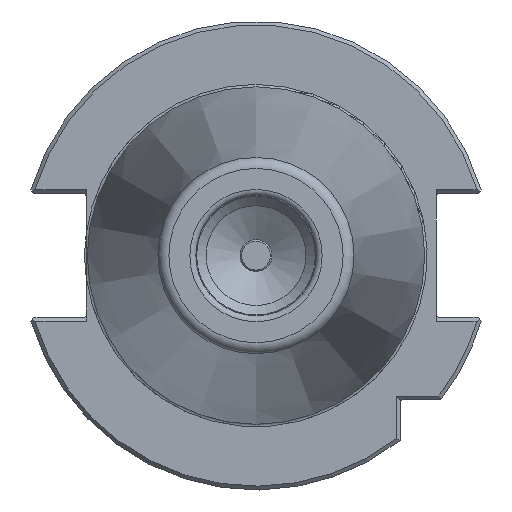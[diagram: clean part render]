
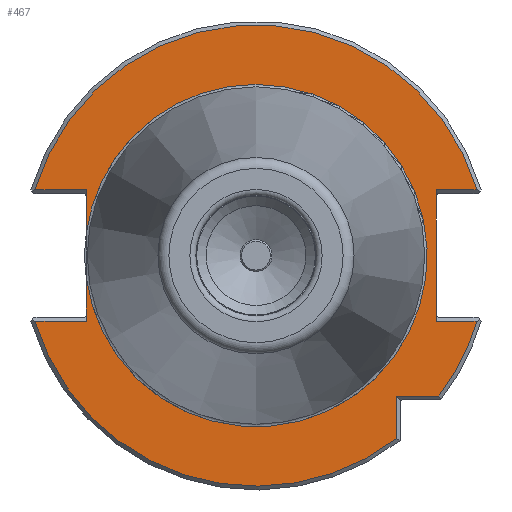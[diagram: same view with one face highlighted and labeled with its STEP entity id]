
A CAD part, left-side view. The second image highlights one B-rep face of the part: STEP entity #467.
In plain terms, the highlighted planar face has unit normal (-1, 0, 0).
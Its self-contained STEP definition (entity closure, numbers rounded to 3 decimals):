
#467 = ADVANCED_FACE( '', ( #1078 ), #1079, .T. );
#1078 = FACE_OUTER_BOUND( '', #1849, .T. );
#1079 = PLANE( '', #1850 );
#1849 = EDGE_LOOP( '', ( #3140, #3141, #3142, #3143, #3144, #3145, #3146, #3147, #3148, #3149, #3150, #3151, #3152 ) );
#1850 = AXIS2_PLACEMENT_3D( '', #3153, #3154, #3155 );
#3140 = ORIENTED_EDGE( '', *, *, #4721, .T. );
#3141 = ORIENTED_EDGE( '', *, *, #4739, .T. );
#3142 = ORIENTED_EDGE( '', *, *, #4727, .F. );
#3143 = ORIENTED_EDGE( '', *, *, #4740, .T. );
#3144 = ORIENTED_EDGE( '', *, *, #4741, .T. );
#3145 = ORIENTED_EDGE( '', *, *, #4469, .T. );
#3146 = ORIENTED_EDGE( '', *, *, #4742, .F. );
#3147 = ORIENTED_EDGE( '', *, *, #4624, .F. );
#3148 = ORIENTED_EDGE( '', *, *, #4743, .F. );
#3149 = ORIENTED_EDGE( '', *, *, #4491, .T. );
#3150 = ORIENTED_EDGE( '', *, *, #4744, .T. );
#3151 = ORIENTED_EDGE( '', *, *, #4745, .T. );
#3152 = ORIENTED_EDGE( '', *, *, #4746, .T. );
#3153 = CARTESIAN_POINT( '', ( 3.2, 0., 35.591 ) );
#3154 = DIRECTION( '', ( -1., 0., 0. ) );
#3155 = DIRECTION( '', ( 0., 0., 1. ) );
#4469 = EDGE_CURVE( '', #5352, #5360, #5362, .T. );
#4491 = EDGE_CURVE( '', #5398, #5395, #5399, .T. );
#4624 = EDGE_CURVE( '', #5117, #5118, #5604, .T. );
#4721 = EDGE_CURVE( '', #5743, #5749, #5751, .T. );
#4727 = EDGE_CURVE( '', #5759, #5761, #5762, .T. );
#4739 = EDGE_CURVE( '', #5749, #5761, #5780, .T. );
#4740 = EDGE_CURVE( '', #5759, #5781, #5782, .T. );
#4741 = EDGE_CURVE( '', #5781, #5352, #5783, .T. );
#4742 = EDGE_CURVE( '', #5118, #5360, #5784, .T. );
#4743 = EDGE_CURVE( '', #5398, #5117, #5785, .T. );
#4744 = EDGE_CURVE( '', #5395, #5786, #5787, .T. );
#4745 = EDGE_CURVE( '', #5786, #5788, #5789, .T. );
#4746 = EDGE_CURVE( '', #5788, #5743, #5790, .T. );
#5117 = VERTEX_POINT( '', #6250 );
#5118 = VERTEX_POINT( '', #6251 );
#5352 = VERTEX_POINT( '', #6700 );
#5360 = VERTEX_POINT( '', #6713 );
#5362 = LINE( '', #6716, #6717 );
#5395 = VERTEX_POINT( '', #6765 );
#5398 = VERTEX_POINT( '', #6771 );
#5399 = LINE( '', #6772, #6773 );
#5604 = CIRCLE( '', #7116, 35.591 );
#5743 = VERTEX_POINT( '', #7376 );
#5749 = VERTEX_POINT( '', #7388 );
#5751 = CIRCLE( '', #7393, 47.95 );
#5759 = VERTEX_POINT( '', #7402 );
#5761 = VERTEX_POINT( '', #7405 );
#5762 = LINE( '', #7406, #7407 );
#5780 = LINE( '', #7432, #7433 );
#5781 = VERTEX_POINT( '', #7434 );
#5782 = LINE( '', #7435, #7436 );
#5783 = CIRCLE( '', #7437, 47.95 );
#5784 = LINE( '', #7438, #7439 );
#5785 = LINE( '', #7440, #7441 );
#5786 = VERTEX_POINT( '', #7442 );
#5787 = CIRCLE( '', #7443, 47.95 );
#5788 = VERTEX_POINT( '', #7444 );
#5789 = LINE( '', #7445, #7446 );
#5790 = LINE( '', #7447, #7448 );
#6250 = CARTESIAN_POINT( '', ( 3.2, 35.3, -4.543 ) );
#6251 = CARTESIAN_POINT( '', ( 3.2, 35.3, 4.543 ) );
#6700 = CARTESIAN_POINT( '', ( 3.2, 45.966, 13.65 ) );
#6713 = CARTESIAN_POINT( '', ( 3.2, 35.3, 13.65 ) );
#6716 = CARTESIAN_POINT( '', ( 3.2, 35.3, 13.65 ) );
#6717 = VECTOR( '', #8309, 1000. );
#6765 = CARTESIAN_POINT( '', ( 3.2, 45.966, -13.65 ) );
#6771 = CARTESIAN_POINT( '', ( 3.2, 35.3, -13.65 ) );
#6772 = CARTESIAN_POINT( '', ( 3.2, 47.181, -13.65 ) );
#6773 = VECTOR( '', #8327, 1000. );
#7116 = AXIS2_PLACEMENT_3D( '', #8493, #8494, #8495 );
#7376 = CARTESIAN_POINT( '', ( 3.2, -38.034, -29.2 ) );
#7388 = CARTESIAN_POINT( '', ( 3.2, -45.966, -13.65 ) );
#7393 = AXIS2_PLACEMENT_3D( '', #8583, #8584, #8585 );
#7402 = CARTESIAN_POINT( '', ( 3.2, -37.5, 13.65 ) );
#7405 = CARTESIAN_POINT( '', ( 3.2, -37.5, -13.65 ) );
#7406 = CARTESIAN_POINT( '', ( 3.2, -37.5, 12.85 ) );
#7407 = VECTOR( '', #8591, 1000. );
#7432 = CARTESIAN_POINT( '', ( 3.2, -37.5, -13.65 ) );
#7433 = VECTOR( '', #8602, 1000. );
#7434 = CARTESIAN_POINT( '', ( 3.2, -45.966, 13.65 ) );
#7435 = CARTESIAN_POINT( '', ( 3.2, -47.181, 13.65 ) );
#7436 = VECTOR( '', #8603, 1000. );
#7437 = AXIS2_PLACEMENT_3D( '', #8604, #8605, #8606 );
#7438 = CARTESIAN_POINT( '', ( 3.2, 35.3, -12.85 ) );
#7439 = VECTOR( '', #8607, 1000. );
#7440 = CARTESIAN_POINT( '', ( 3.2, 35.3, -12.85 ) );
#7441 = VECTOR( '', #8608, 1000. );
#7442 = CARTESIAN_POINT( '', ( 3.2, -29.2, -38.034 ) );
#7443 = AXIS2_PLACEMENT_3D( '', #8609, #8610, #8611 );
#7444 = CARTESIAN_POINT( '', ( 3.2, -29.2, -29.2 ) );
#7445 = CARTESIAN_POINT( '', ( 3.2, -29.2, -30. ) );
#7446 = VECTOR( '', #8612, 1000. );
#7447 = CARTESIAN_POINT( '', ( 3.2, -38.616, -29.2 ) );
#7448 = VECTOR( '', #8613, 1000. );
#8309 = DIRECTION( '', ( 0., -1., 0. ) );
#8327 = DIRECTION( '', ( 0., 1., 0. ) );
#8493 = CARTESIAN_POINT( '', ( 3.2, 0., 0. ) );
#8494 = DIRECTION( '', ( -1., 0., 0. ) );
#8495 = DIRECTION( '', ( 0., 0., 1. ) );
#8583 = CARTESIAN_POINT( '', ( 3.2, 0., 0. ) );
#8584 = DIRECTION( '', ( -1., 0., 0. ) );
#8585 = DIRECTION( '', ( 0., 0., 1. ) );
#8591 = DIRECTION( '', ( 0., 0., -1. ) );
#8602 = DIRECTION( '', ( 0., 1., 0. ) );
#8603 = DIRECTION( '', ( 0., -1., 0. ) );
#8604 = CARTESIAN_POINT( '', ( 3.2, 0., 0. ) );
#8605 = DIRECTION( '', ( -1., 0., 0. ) );
#8606 = DIRECTION( '', ( 0., 0., 1. ) );
#8607 = DIRECTION( '', ( 0., 0., 1. ) );
#8608 = DIRECTION( '', ( 0., 0., 1. ) );
#8609 = CARTESIAN_POINT( '', ( 3.2, 0., 0. ) );
#8610 = DIRECTION( '', ( -1., 0., 0. ) );
#8611 = DIRECTION( '', ( 0., 0., 1. ) );
#8612 = DIRECTION( '', ( 0., 0., 1. ) );
#8613 = DIRECTION( '', ( 0., -1., 0. ) );
